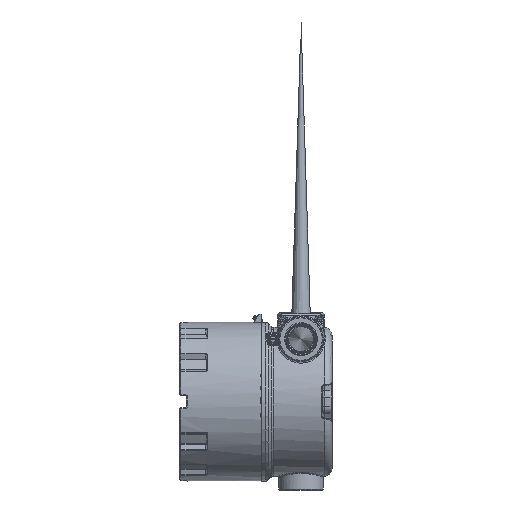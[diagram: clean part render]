
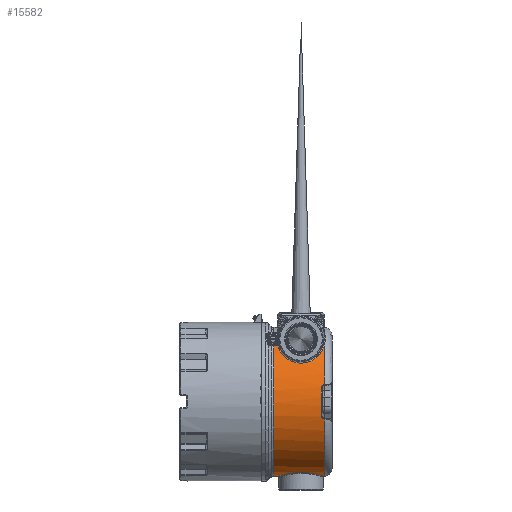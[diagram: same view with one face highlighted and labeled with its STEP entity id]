
A CAD part, left-side view. The second image highlights one B-rep face of the part: STEP entity #15582.
In plain terms, the highlighted cylindrical face has radius 60.198 mm (diameter 120.396 mm), a partial arc.
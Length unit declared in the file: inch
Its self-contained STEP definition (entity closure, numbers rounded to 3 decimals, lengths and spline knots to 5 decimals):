
#734=B_SPLINE_CURVE_WITH_KNOTS('',3,(#28759,#28760,#28761,#28762,#28763,
#28764,#28765,#28766,#28767,#28768),.UNSPECIFIED.,.F.,.F.,(4,1,1,1,1,1,
1,4),(-10.21909,-9.40177,-8.58445,-7.76713,
-6.94982,-6.1325,-5.31518,-4.49787),
 .UNSPECIFIED.);
#757=B_SPLINE_CURVE_WITH_KNOTS('',3,(#29700,#29701,#29702,#29703,#29704,
#29705,#29706),.UNSPECIFIED.,.F.,.F.,(4,1,1,1,4),(-10.86385,-10.08786,
-9.31187,-8.27722,-8.14791),.UNSPECIFIED.);
#758=B_SPLINE_CURVE_WITH_KNOTS('',3,(#29708,#29709,#29710,#29711,#29712,
#29713,#29714),.UNSPECIFIED.,.F.,.F.,(4,1,1,1,4),(-2.71597,-2.32797,
-1.55198,-0.77599,0.),.UNSPECIFIED.);
#759=B_SPLINE_CURVE_WITH_KNOTS('',3,(#29720,#29721,#29722,#29723,#29724,
#29725),.UNSPECIFIED.,.F.,.F.,(4,1,1,4),(0.,0.17016,0.2836,
0.39704),.UNSPECIFIED.);
#760=B_SPLINE_CURVE_WITH_KNOTS('',3,(#29728,#29729,#29730,#29731,#29732),
 .UNSPECIFIED.,.F.,.F.,(4,1,4),(0.,0.17016,0.39705),
 .UNSPECIFIED.);
#2288=FACE_OUTER_BOUND('',#3278,.T.);
#3278=EDGE_LOOP('',(#12949,#12950,#12951,#12952,#12953,#12954,#12955,#12956,
#12957,#12958,#12959,#12960));
#4452=LINE('',#28812,#5425);
#4468=LINE('',#29698,#5441);
#4469=LINE('',#29716,#5442);
#5425=VECTOR('',#20382,0.3937);
#5441=VECTOR('',#20504,0.3937);
#5442=VECTOR('',#20505,0.3937);
#6145=CIRCLE('',#17185,2.37);
#6160=CIRCLE('',#17203,2.37);
#6185=CIRCLE('',#17246,2.37);
#6186=CIRCLE('',#17247,2.37);
#7341=VERTEX_POINT('',#28656);
#7342=VERTEX_POINT('',#28663);
#7348=VERTEX_POINT('',#28757);
#7351=VERTEX_POINT('',#28810);
#7360=VERTEX_POINT('',#28933);
#7392=VERTEX_POINT('',#29697);
#7393=VERTEX_POINT('',#29699);
#7394=VERTEX_POINT('',#29707);
#7395=VERTEX_POINT('',#29715);
#7396=VERTEX_POINT('',#29717);
#7397=VERTEX_POINT('',#29719);
#7398=VERTEX_POINT('',#29726);
#9240=EDGE_CURVE('',#7341,#7342,#6145,.T.);
#9249=EDGE_CURVE('',#7348,#7341,#734,.T.);
#9253=EDGE_CURVE('',#7351,#7348,#4452,.T.);
#9268=EDGE_CURVE('',#7351,#7360,#6160,.T.);
#9331=EDGE_CURVE('',#7360,#7392,#4468,.T.);
#9332=EDGE_CURVE('',#7393,#7392,#757,.T.);
#9333=EDGE_CURVE('',#7394,#7393,#758,.T.);
#9334=EDGE_CURVE('',#7394,#7395,#4469,.T.);
#9335=EDGE_CURVE('',#7396,#7395,#6185,.T.);
#9336=EDGE_CURVE('',#7397,#7396,#759,.T.);
#9337=EDGE_CURVE('',#7398,#7397,#6186,.T.);
#9338=EDGE_CURVE('',#7342,#7398,#760,.T.);
#12949=ORIENTED_EDGE('',*,*,#9253,.F.);
#12950=ORIENTED_EDGE('',*,*,#9268,.T.);
#12951=ORIENTED_EDGE('',*,*,#9331,.T.);
#12952=ORIENTED_EDGE('',*,*,#9332,.F.);
#12953=ORIENTED_EDGE('',*,*,#9333,.F.);
#12954=ORIENTED_EDGE('',*,*,#9334,.T.);
#12955=ORIENTED_EDGE('',*,*,#9335,.F.);
#12956=ORIENTED_EDGE('',*,*,#9336,.F.);
#12957=ORIENTED_EDGE('',*,*,#9337,.F.);
#12958=ORIENTED_EDGE('',*,*,#9338,.F.);
#12959=ORIENTED_EDGE('',*,*,#9240,.F.);
#12960=ORIENTED_EDGE('',*,*,#9249,.F.);
#14910=CYLINDRICAL_SURFACE('',#17245,2.37);
#15582=ADVANCED_FACE('',(#2288),#14910,.T.);
#17185=AXIS2_PLACEMENT_3D('',#28664,#20365,#20366);
#17203=AXIS2_PLACEMENT_3D('',#28935,#20403,#20404);
#17245=AXIS2_PLACEMENT_3D('',#29696,#20502,#20503);
#17246=AXIS2_PLACEMENT_3D('',#29718,#20506,#20507);
#17247=AXIS2_PLACEMENT_3D('',#29727,#20508,#20509);
#20365=DIRECTION('center_axis',(0.,-1.,0.));
#20366=DIRECTION('ref_axis',(1.,0.,0.));
#20382=DIRECTION('',(0.,-1.,0.));
#20403=DIRECTION('center_axis',(0.,-1.,0.));
#20404=DIRECTION('ref_axis',(1.,0.,0.));
#20502=DIRECTION('center_axis',(0.,-1.,0.));
#20503=DIRECTION('ref_axis',(-0.936,0.,-0.353));
#20504=DIRECTION('',(0.,-1.,0.));
#20505=DIRECTION('',(0.,-1.,0.));
#20506=DIRECTION('center_axis',(0.,-1.,0.));
#20507=DIRECTION('ref_axis',(1.,0.,0.));
#20508=DIRECTION('center_axis',(0.,-1.,0.));
#20509=DIRECTION('ref_axis',(-1.,0.,0.));
#28656=CARTESIAN_POINT('',(-1.56781,0.,1.77732));
#28663=CARTESIAN_POINT('',(-2.30628,0.,0.54586));
#28664=CARTESIAN_POINT('Origin',(0.,0.,0.));
#28757=CARTESIAN_POINT('',(-1.56392,1.48107,1.78074));
#28759=CARTESIAN_POINT('Ctrl Pts',(-1.56392,1.48107,1.78074));
#28760=CARTESIAN_POINT('Ctrl Pts',(-1.6419,1.45988,1.71226));
#28761=CARTESIAN_POINT('Ctrl Pts',(-1.78568,1.39474,1.56737));
#28762=CARTESIAN_POINT('Ctrl Pts',(-1.94464,1.20011,1.36043));
#28763=CARTESIAN_POINT('Ctrl Pts',(-2.02676,0.90867,
1.22882));
#28764=CARTESIAN_POINT('Ctrl Pts',(-2.02747,0.57664,
1.22744));
#28765=CARTESIAN_POINT('Ctrl Pts',(-1.94659,0.28423,
1.3575));
#28766=CARTESIAN_POINT('Ctrl Pts',(-1.78889,0.08751,
1.56372));
#28767=CARTESIAN_POINT('Ctrl Pts',(-1.64558,0.02156,
1.70872));
#28768=CARTESIAN_POINT('Ctrl Pts',(-1.56781,0.,
1.77732));
#28810=CARTESIAN_POINT('',(-1.56392,1.60746,1.78074));
#28812=CARTESIAN_POINT('',(-1.56392,0.5751,1.78074));
#28933=CARTESIAN_POINT('',(0.,1.60746,-2.37));
#28935=CARTESIAN_POINT('Origin',(0.,1.60746,0.));
#29696=CARTESIAN_POINT('Origin',(0.,0.5751,0.));
#29697=CARTESIAN_POINT('',(0.,1.47625,-2.37));
#29698=CARTESIAN_POINT('',(0.,0.5751,-2.37));
#29699=CARTESIAN_POINT('',(-0.72667,0.74,-2.25585));
#29700=CARTESIAN_POINT('Ctrl Pts',(-0.72667,0.74,-2.25585));
#29701=CARTESIAN_POINT('Ctrl Pts',(-0.72667,0.85082,
-2.25585));
#29702=CARTESIAN_POINT('Ctrl Pts',(-0.67598,1.07181,
-2.27278));
#29703=CARTESIAN_POINT('Ctrl Pts',(-0.44632,1.36389,
-2.33467));
#29704=CARTESIAN_POINT('Ctrl Pts',(-0.1825,1.47028,
-2.3684));
#29705=CARTESIAN_POINT('Ctrl Pts',(-0.01831,1.47632,
-2.37007));
#29706=CARTESIAN_POINT('Ctrl Pts',(-0.00007,1.47629,
-2.37004));
#29707=CARTESIAN_POINT('',(0.,0.00375,-2.37));
#29708=CARTESIAN_POINT('Ctrl Pts',(-0.00005,0.00391,
-2.36988));
#29709=CARTESIAN_POINT('Ctrl Pts',(-0.05475,0.0039,
-2.36989));
#29710=CARTESIAN_POINT('Ctrl Pts',(-0.21881,0.02233,
-2.36447));
#29711=CARTESIAN_POINT('Ctrl Pts',(-0.46912,0.14568,
-2.32817));
#29712=CARTESIAN_POINT('Ctrl Pts',(-0.6761,0.40799,
-2.27297));
#29713=CARTESIAN_POINT('Ctrl Pts',(-0.72667,0.62918,
-2.25585));
#29714=CARTESIAN_POINT('Ctrl Pts',(-0.72667,0.74,-2.25585));
#29715=CARTESIAN_POINT('',(0.,0.,-2.37));
#29716=CARTESIAN_POINT('',(0.,0.5751,-2.37));
#29717=CARTESIAN_POINT('',(-2.30628,0.,-0.54586));
#29718=CARTESIAN_POINT('Origin',(0.,0.,0.));
#29719=CARTESIAN_POINT('',(-2.32799,0.09375,-0.44425));
#29720=CARTESIAN_POINT('Ctrl Pts',(-2.32799,0.09375,-0.44425));
#29721=CARTESIAN_POINT('Ctrl Pts',(-2.32386,0.09375,
-0.4659));
#29722=CARTESIAN_POINT('Ctrl Pts',(-2.3164,0.08289,
-0.50192));
#29723=CARTESIAN_POINT('Ctrl Pts',(-2.30821,0.04452,
-0.53778));
#29724=CARTESIAN_POINT('Ctrl Pts',(-2.30628,0.01489,
-0.54586));
#29725=CARTESIAN_POINT('Ctrl Pts',(-2.30628,0.,
-0.54586));
#29726=CARTESIAN_POINT('',(-2.32799,0.09375,0.44425));
#29727=CARTESIAN_POINT('Origin',(0.,0.09375,0.));
#29728=CARTESIAN_POINT('Ctrl Pts',(-2.30628,0.,
0.54586));
#29729=CARTESIAN_POINT('Ctrl Pts',(-2.30628,0.02233,
0.54586));
#29730=CARTESIAN_POINT('Ctrl Pts',(-2.31159,0.0732,
0.52394));
#29731=CARTESIAN_POINT('Ctrl Pts',(-2.32248,0.09375,
0.47312));
#29732=CARTESIAN_POINT('Ctrl Pts',(-2.32799,0.09375,
0.44425));
